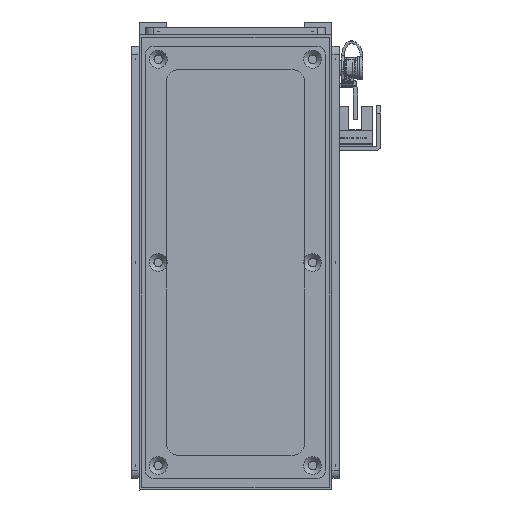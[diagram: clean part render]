
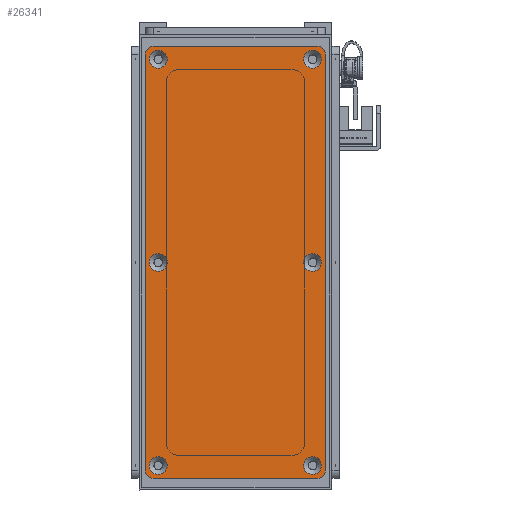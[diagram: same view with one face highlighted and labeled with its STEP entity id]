
A CAD part, left-side view. The second image highlights one B-rep face of the part: STEP entity #26341.
In plain terms, the highlighted face is planar.
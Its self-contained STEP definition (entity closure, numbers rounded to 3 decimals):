
#1114=FACE_BOUND('',#5631,.T.);
#1115=FACE_BOUND('',#5632,.T.);
#1116=FACE_BOUND('',#5633,.T.);
#1117=FACE_BOUND('',#5634,.T.);
#1118=FACE_BOUND('',#5635,.T.);
#1119=FACE_BOUND('',#5636,.T.);
#1782=PLANE('',#29558);
#3769=FACE_OUTER_BOUND('',#5630,.T.);
#5630=EDGE_LOOP('',(#24647,#24648,#24649,#24650,#24651,#24652,#24653,#24654));
#5631=EDGE_LOOP('',(#24655));
#5632=EDGE_LOOP('',(#24656));
#5633=EDGE_LOOP('',(#24657));
#5634=EDGE_LOOP('',(#24658));
#5635=EDGE_LOOP('',(#24659));
#5636=EDGE_LOOP('',(#24660));
#7801=LINE('',#46034,#9967);
#7804=LINE('',#46042,#9970);
#7807=LINE('',#46050,#9973);
#7810=LINE('',#46057,#9976);
#9967=VECTOR('',#37234,10.);
#9970=VECTOR('',#37243,10.);
#9973=VECTOR('',#37252,10.);
#9976=VECTOR('',#37261,10.);
#11310=CIRCLE('',#29512,3.45);
#11313=CIRCLE('',#29517,3.45);
#11316=CIRCLE('',#29522,3.45);
#11319=CIRCLE('',#29527,3.45);
#11322=CIRCLE('',#29532,3.45);
#11325=CIRCLE('',#29537,3.45);
#11332=CIRCLE('',#29547,3.);
#11333=CIRCLE('',#29550,3.);
#11334=CIRCLE('',#29553,3.);
#11335=CIRCLE('',#29556,3.);
#13730=VERTEX_POINT('',#45950);
#13733=VERTEX_POINT('',#45960);
#13736=VERTEX_POINT('',#45970);
#13739=VERTEX_POINT('',#45980);
#13742=VERTEX_POINT('',#45990);
#13745=VERTEX_POINT('',#46000);
#13756=VERTEX_POINT('',#46027);
#13757=VERTEX_POINT('',#46029);
#13758=VERTEX_POINT('',#46033);
#13759=VERTEX_POINT('',#46037);
#13760=VERTEX_POINT('',#46041);
#13761=VERTEX_POINT('',#46045);
#13762=VERTEX_POINT('',#46049);
#13763=VERTEX_POINT('',#46053);
#17351=EDGE_CURVE('',#13730,#13730,#11310,.T.);
#17356=EDGE_CURVE('',#13733,#13733,#11313,.T.);
#17361=EDGE_CURVE('',#13736,#13736,#11316,.T.);
#17366=EDGE_CURVE('',#13739,#13739,#11319,.T.);
#17371=EDGE_CURVE('',#13742,#13742,#11322,.T.);
#17376=EDGE_CURVE('',#13745,#13745,#11325,.T.);
#17390=EDGE_CURVE('',#13757,#13756,#11332,.T.);
#17392=EDGE_CURVE('',#13758,#13757,#7801,.T.);
#17394=EDGE_CURVE('',#13759,#13758,#11333,.T.);
#17396=EDGE_CURVE('',#13760,#13759,#7804,.T.);
#17398=EDGE_CURVE('',#13761,#13760,#11334,.T.);
#17400=EDGE_CURVE('',#13762,#13761,#7807,.T.);
#17402=EDGE_CURVE('',#13763,#13762,#11335,.T.);
#17404=EDGE_CURVE('',#13756,#13763,#7810,.T.);
#24647=ORIENTED_EDGE('',*,*,#17404,.T.);
#24648=ORIENTED_EDGE('',*,*,#17402,.T.);
#24649=ORIENTED_EDGE('',*,*,#17400,.T.);
#24650=ORIENTED_EDGE('',*,*,#17398,.T.);
#24651=ORIENTED_EDGE('',*,*,#17396,.T.);
#24652=ORIENTED_EDGE('',*,*,#17394,.T.);
#24653=ORIENTED_EDGE('',*,*,#17392,.T.);
#24654=ORIENTED_EDGE('',*,*,#17390,.T.);
#24655=ORIENTED_EDGE('',*,*,#17351,.T.);
#24656=ORIENTED_EDGE('',*,*,#17356,.T.);
#24657=ORIENTED_EDGE('',*,*,#17361,.T.);
#24658=ORIENTED_EDGE('',*,*,#17366,.T.);
#24659=ORIENTED_EDGE('',*,*,#17371,.T.);
#24660=ORIENTED_EDGE('',*,*,#17376,.T.);
#26341=ADVANCED_FACE('',(#3769,#1114,#1115,#1116,#1117,#1118,#1119),#1782,
 .T.);
#29512=AXIS2_PLACEMENT_3D('',#45951,#37142,#37143);
#29517=AXIS2_PLACEMENT_3D('',#45961,#37154,#37155);
#29522=AXIS2_PLACEMENT_3D('',#45971,#37166,#37167);
#29527=AXIS2_PLACEMENT_3D('',#45981,#37178,#37179);
#29532=AXIS2_PLACEMENT_3D('',#45991,#37190,#37191);
#29537=AXIS2_PLACEMENT_3D('',#46001,#37202,#37203);
#29547=AXIS2_PLACEMENT_3D('',#46030,#37229,#37230);
#29550=AXIS2_PLACEMENT_3D('',#46038,#37238,#37239);
#29553=AXIS2_PLACEMENT_3D('',#46046,#37247,#37248);
#29556=AXIS2_PLACEMENT_3D('',#46054,#37256,#37257);
#29558=AXIS2_PLACEMENT_3D('',#46058,#37262,#37263);
#37142=DIRECTION('center_axis',(0.,0.,-1.));
#37143=DIRECTION('ref_axis',(1.,0.,0.));
#37154=DIRECTION('center_axis',(0.,0.,-1.));
#37155=DIRECTION('ref_axis',(1.,0.,0.));
#37166=DIRECTION('center_axis',(0.,0.,-1.));
#37167=DIRECTION('ref_axis',(1.,0.,0.));
#37178=DIRECTION('center_axis',(0.,0.,-1.));
#37179=DIRECTION('ref_axis',(1.,0.,0.));
#37190=DIRECTION('center_axis',(0.,0.,-1.));
#37191=DIRECTION('ref_axis',(1.,0.,0.));
#37202=DIRECTION('center_axis',(0.,0.,-1.));
#37203=DIRECTION('ref_axis',(1.,0.,0.));
#37229=DIRECTION('center_axis',(0.,0.,1.));
#37230=DIRECTION('ref_axis',(-1.,0.,0.));
#37234=DIRECTION('',(0.,1.,0.));
#37238=DIRECTION('center_axis',(0.,0.,1.));
#37239=DIRECTION('ref_axis',(0.,1.,0.));
#37243=DIRECTION('',(1.,0.,0.));
#37247=DIRECTION('center_axis',(0.,0.,1.));
#37248=DIRECTION('ref_axis',(1.,0.,0.));
#37252=DIRECTION('',(0.,-1.,0.));
#37256=DIRECTION('center_axis',(0.,0.,1.));
#37257=DIRECTION('ref_axis',(0.,-1.,0.));
#37261=DIRECTION('',(-1.,0.,0.));
#37262=DIRECTION('center_axis',(0.,0.,1.));
#37263=DIRECTION('ref_axis',(1.,0.,0.));
#45950=CARTESIAN_POINT('',(-3.45,30.,1.5));
#45951=CARTESIAN_POINT('Origin',(0.,30.,1.5));
#45960=CARTESIAN_POINT('',(75.55,-30.,1.5));
#45961=CARTESIAN_POINT('Origin',(79.,-30.,1.5));
#45970=CARTESIAN_POINT('',(-82.45,30.,1.5));
#45971=CARTESIAN_POINT('Origin',(-79.,30.,1.5));
#45980=CARTESIAN_POINT('',(75.55,30.,1.5));
#45981=CARTESIAN_POINT('Origin',(79.,30.,1.5));
#45990=CARTESIAN_POINT('',(-82.45,-30.,1.5));
#45991=CARTESIAN_POINT('Origin',(-79.,-30.,1.5));
#46000=CARTESIAN_POINT('',(-3.45,-30.,1.5));
#46001=CARTESIAN_POINT('Origin',(0.,-30.,1.5));
#46027=CARTESIAN_POINT('',(81.,35.,1.5));
#46029=CARTESIAN_POINT('',(84.,32.,1.5));
#46030=CARTESIAN_POINT('Origin',(81.,32.,1.5));
#46033=CARTESIAN_POINT('',(84.,-32.,1.5));
#46034=CARTESIAN_POINT('',(84.,32.,1.5));
#46037=CARTESIAN_POINT('',(81.,-35.,1.5));
#46038=CARTESIAN_POINT('Origin',(81.,-32.,1.5));
#46041=CARTESIAN_POINT('',(-81.,-35.,1.5));
#46042=CARTESIAN_POINT('',(81.,-35.,1.5));
#46045=CARTESIAN_POINT('',(-84.,-32.,1.5));
#46046=CARTESIAN_POINT('Origin',(-81.,-32.,1.5));
#46049=CARTESIAN_POINT('',(-84.,32.,1.5));
#46050=CARTESIAN_POINT('',(-84.,-32.,1.5));
#46053=CARTESIAN_POINT('',(-81.,35.,1.5));
#46054=CARTESIAN_POINT('Origin',(-81.,32.,1.5));
#46057=CARTESIAN_POINT('',(-81.,35.,1.5));
#46058=CARTESIAN_POINT('Origin',(0.,0.,
1.5));
